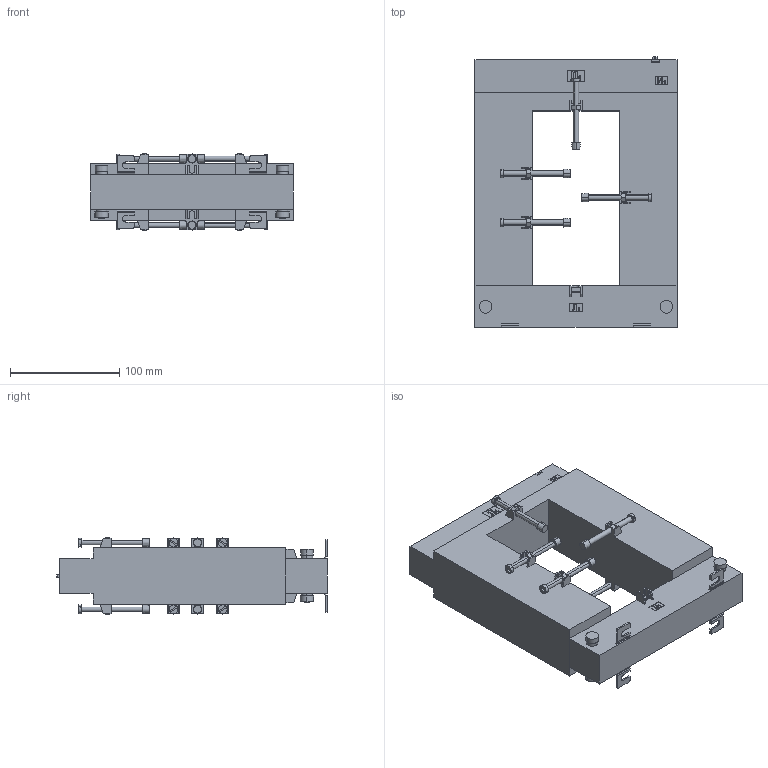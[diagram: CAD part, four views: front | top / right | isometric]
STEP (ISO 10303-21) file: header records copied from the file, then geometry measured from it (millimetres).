
FILE_DESCRIPTION (( 'STEP AP214' ), '1' );
FILE_NAME ('ITT816-2-D200-3000 Òðàíñôîðìàòîð òîêà ÒÐÏ-816 3000_5 20ÂÀ êë. òî÷í. 0,5.STEP', '2018-01-31T08:45:14', ( '' ), ( '' ), 'SwSTEP 2.0', 'SolidWorks 2014', '' );
FILE_SCHEMA (( 'AUTOMOTIVE_DESIGN' ));
Length unit declared in the file: millimetre
Products named in the file (1): ITT816-2-D200-3000 Òðàíñôîðìàòîð òîêà ÒÐÏ-816 3000_5 20ÂÀ êë. òî÷í. 0,5
Bounding box: 185 x 247.7 x 70.24 mm (x, y, z)
Volume: 1416062.7 mm3; surface area: 172388.5 mm2
Topology: 11 solids, 11 shells, 992 faces, 2669 edges, 1752 vertices
Faces by surface type: plane 756, cylinder 165, bspline 49, cone 16, torus 6
Entity records: 33318 total; most frequent: CARTESIAN_POINT 8194, ORIENTED_EDGE 5338, DIRECTION 4895, EDGE_CURVE 2669, LINE 2095, VECTOR 2095, VERTEX_POINT 1752, AXIS2_PLACEMENT_3D 1400
